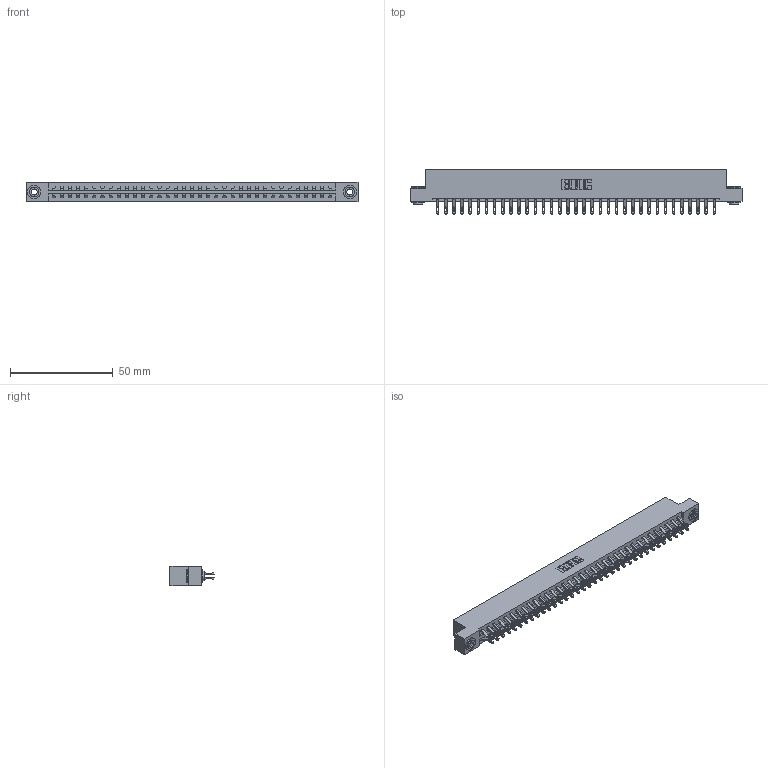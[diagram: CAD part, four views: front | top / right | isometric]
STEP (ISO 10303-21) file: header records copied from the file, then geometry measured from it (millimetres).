
FILE_DESCRIPTION (( 'STEP AP203' ), '1' );
FILE_NAME ('387-070-555-203.STEP', '2018-09-22T17:08:31', ( '' ), ( '' ), 'SwSTEP 2.0', 'SolidWorks 2016', '' );
FILE_SCHEMA (( 'CONFIG_CONTROL_DESIGN' ));
Length unit declared in the file: inch
Products named in the file (4): 345-292-001_555 Tail; 345-250-002_345-250-002-102; 387-070-555-203; 337 Part_Flush Mounting Lugs - 0.156 Dia-TH
Assembly tree (73 placements, depth 2):
  387-070-555-203
    337 Part_Flush Mounting Lugs - 0.156 Dia-TH
    345-292-001_555 Tail  x70
    345-250-002_345-250-002-102  x2
Bounding box: 161.7 x 21.47 x 9.4 mm (x, y, z)
Volume: 17170.1 mm3; surface area: 20332.4 mm2
Topology: 73 solids, 73 shells, 4352 faces, 13617 edges, 9074 vertices
Faces by surface type: plane 2600, cylinder 1744, cone 8
Entity records: 29018 total; most frequent: CARTESIAN_POINT 4903, ORIENTED_EDGE 4802, DIRECTION 4187, EDGE_CURVE 2401, VECTOR 2229, LINE 2229, VERTEX_POINT 1598, AXIS2_PLACEMENT_3D 979
